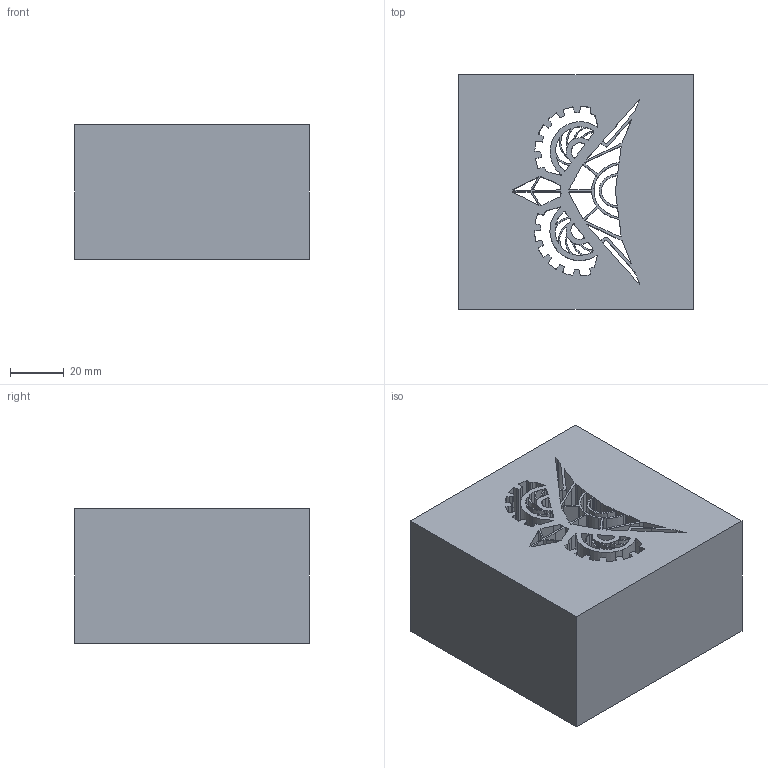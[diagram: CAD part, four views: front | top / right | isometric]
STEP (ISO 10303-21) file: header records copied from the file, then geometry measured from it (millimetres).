
FILE_DESCRIPTION(/* description */ (''),/* implementation_level */ '2;1');
FILE_NAME(/* name */ 'placa.step',/* time_stamp */ '2021-10-20T20:45:45-05:00',/* author */ (''),/* organization */ (''),/* preprocessor_version */ 'ST-DEVELOPER v18.1',/* originating_system */ 'Autodesk Translation Framework v10.10.0.1391',/* authorisation */ '');
FILE_SCHEMA (('AUTOMOTIVE_DESIGN { 1 0 10303 214 3 1 1 }'));
Length unit declared in the file: millimetre
Products named in the file (1): placa
Bounding box: 86.98 x 86.98 x 50 mm (x, y, z)
Volume: 322144.4 mm3; surface area: 78433.4 mm2
Topology: 1 solids, 1 shells, 393 faces, 1173 edges, 782 vertices
Faces by surface type: bspline 334, plane 59
Entity records: 14454 total; most frequent: CARTESIAN_POINT 6729, ORIENTED_EDGE 2346, EDGE_CURVE 1173, VERTEX_POINT 782, DIRECTION 625, LINE 505, VECTOR 505, EDGE_LOOP 453
